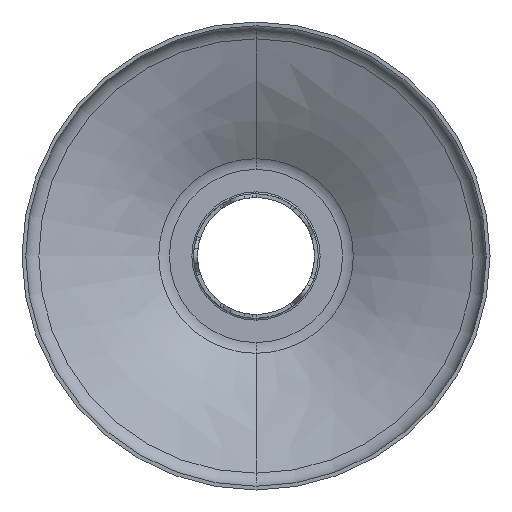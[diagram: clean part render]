
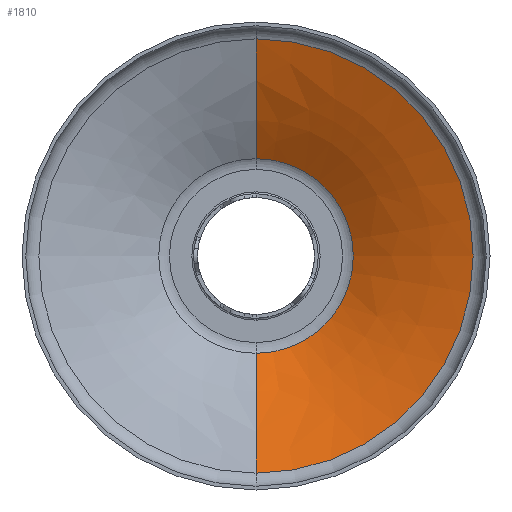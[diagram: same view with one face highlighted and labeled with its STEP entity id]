
A CAD part, front view. The second image highlights one B-rep face of the part: STEP entity #1810.
In plain terms, the highlighted free-form (B-spline) face has degree [3, 3] with [7, 4] control points.
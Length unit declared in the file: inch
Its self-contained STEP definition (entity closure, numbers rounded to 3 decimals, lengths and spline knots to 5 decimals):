
#713=CARTESIAN_POINT('',(0.,0.20926,0.));
#714=DIRECTION('',(0.,1.,0.));
#715=DIRECTION('',(0.,0.,1.));
#716=AXIS2_PLACEMENT_3D('',#713,#714,#715);
#718=CARTESIAN_POINT('',(0.,0.52549,0.));
#719=DIRECTION('',(0.,1.,0.));
#720=DIRECTION('',(0.,0.,1.));
#721=AXIS2_PLACEMENT_3D('',#718,#719,#720);
#738=CARTESIAN_POINT('',(0.,3.05614,2.16786));
#739=DIRECTION('',(1.,0.,0.));
#740=DIRECTION('',(0.,-0.943,-0.334));
#741=AXIS2_PLACEMENT_3D('',#738,#739,#740);
#748=CARTESIAN_POINT('',(0.,3.05614,-2.16786));
#749=DIRECTION('',(-1.,0.,0.));
#750=DIRECTION('',(0.,-0.943,0.334));
#751=AXIS2_PLACEMENT_3D('',#748,#749,#750);
#796=CARTESIAN_POINT('',(0.,0.20926,-1.16004));
#797=CARTESIAN_POINT('',(0.,0.20926,1.16004));
#798=VERTEX_POINT('',#796);
#799=VERTEX_POINT('',#797);
#808=CARTESIAN_POINT('',(0.,0.52549,-0.51977));
#809=CARTESIAN_POINT('',(0.,0.52549,0.51977));
#810=VERTEX_POINT('',#808);
#811=VERTEX_POINT('',#809);
#1772=CARTESIAN_POINT('',(-0.07369,0.20452,
-1.17123));
#1773=CARTESIAN_POINT('',(-0.05894,0.28642,
-0.9368));
#1774=CARTESIAN_POINT('',(-0.04493,0.39658,
-0.71419));
#1775=CARTESIAN_POINT('',(-0.03188,0.53333,
-0.50679));
#1776=CARTESIAN_POINT('',(0.64709,0.20452,
-1.21658));
#1777=CARTESIAN_POINT('',(0.51757,0.28642,
-0.97307));
#1778=CARTESIAN_POINT('',(0.39458,0.39658,
-0.74185));
#1779=CARTESIAN_POINT('',(0.28,0.53333,
-0.52642));
#1780=CARTESIAN_POINT('',(1.17355,0.20452,
-0.7222));
#1781=CARTESIAN_POINT('',(0.93865,0.28642,
-0.57764));
#1782=CARTESIAN_POINT('',(0.71561,0.39658,
-0.44038));
#1783=CARTESIAN_POINT('',(0.5078,0.53333,
-0.3125));
#1784=CARTESIAN_POINT('',(1.17355,0.20452,0.));
#1785=CARTESIAN_POINT('',(0.93865,0.28642,0.));
#1786=CARTESIAN_POINT('',(0.71561,0.39658,0.));
#1787=CARTESIAN_POINT('',(0.5078,0.53333,0.));
#1788=CARTESIAN_POINT('',(1.17355,0.20452,
0.7222));
#1789=CARTESIAN_POINT('',(0.93865,0.28642,
0.57764));
#1790=CARTESIAN_POINT('',(0.71561,0.39658,
0.44038));
#1791=CARTESIAN_POINT('',(0.5078,0.53333,
0.3125));
#1792=CARTESIAN_POINT('',(0.64709,0.20452,
1.21658));
#1793=CARTESIAN_POINT('',(0.51757,0.28642,
0.97307));
#1794=CARTESIAN_POINT('',(0.39458,0.39658,
0.74185));
#1795=CARTESIAN_POINT('',(0.28,0.53333,
0.52642));
#1796=CARTESIAN_POINT('',(-0.07369,0.20452,
1.17123));
#1797=CARTESIAN_POINT('',(-0.05894,0.28642,
0.9368));
#1798=CARTESIAN_POINT('',(-0.04493,0.39658,
0.71419));
#1799=CARTESIAN_POINT('',(-0.03188,0.53333,
0.50679));
#1800=(BOUNDED_SURFACE()B_SPLINE_SURFACE(3,3,((#1772,#1773,#1774,#1775),(#1776,
#1777,#1778,#1779),(#1780,#1781,#1782,#1783),(#1784,#1785,#1786,#1787),(#1788,
#1789,#1790,#1791),(#1792,#1793,#1794,#1795),(#1796,#1797,#1798,#1799)),
.UNSPECIFIED.,.F.,.F.,.F.)B_SPLINE_SURFACE_WITH_KNOTS((4,3,4),(4,4),(0.,1.,
2.),(0.,1.),.UNSPECIFIED.)GEOMETRIC_REPRESENTATION_ITEM()RATIONAL_B_SPLINE_SURFACE(((1.192,1.186,1.186,1.192),(
0.941,0.936,0.936,0.941),(
0.941,0.936,0.936,0.941),(
1.192,1.186,1.186,1.192),(
0.941,0.936,0.936,0.941),(
0.941,0.936,0.936,0.941),(
1.192,1.186,1.186,1.192)))REPRESENTATION_ITEM('')SURFACE());
#1802=ORIENTED_EDGE('',*,*,#1801,.T.);
#1804=ORIENTED_EDGE('',*,*,#1803,.T.);
#1805=ORIENTED_EDGE('',*,*,#1766,.F.);
#1807=ORIENTED_EDGE('',*,*,#1806,.F.);
#1808=EDGE_LOOP('',(#1802,#1804,#1805,#1807));
#1809=FACE_OUTER_BOUND('',#1808,.F.);
#1810=ADVANCED_FACE('',(#1809),#1800,.T.);
#717=CIRCLE('',#716,1.16004);
#722=CIRCLE('',#721,0.51977);
#742=CIRCLE('',#741,3.02);
#752=CIRCLE('',#751,3.02);
#1766=EDGE_CURVE('',#811,#810,#722,.T.);
#1801=EDGE_CURVE('',#799,#798,#717,.T.);
#1803=EDGE_CURVE('',#798,#810,#752,.T.);
#1806=EDGE_CURVE('',#799,#811,#742,.T.);
